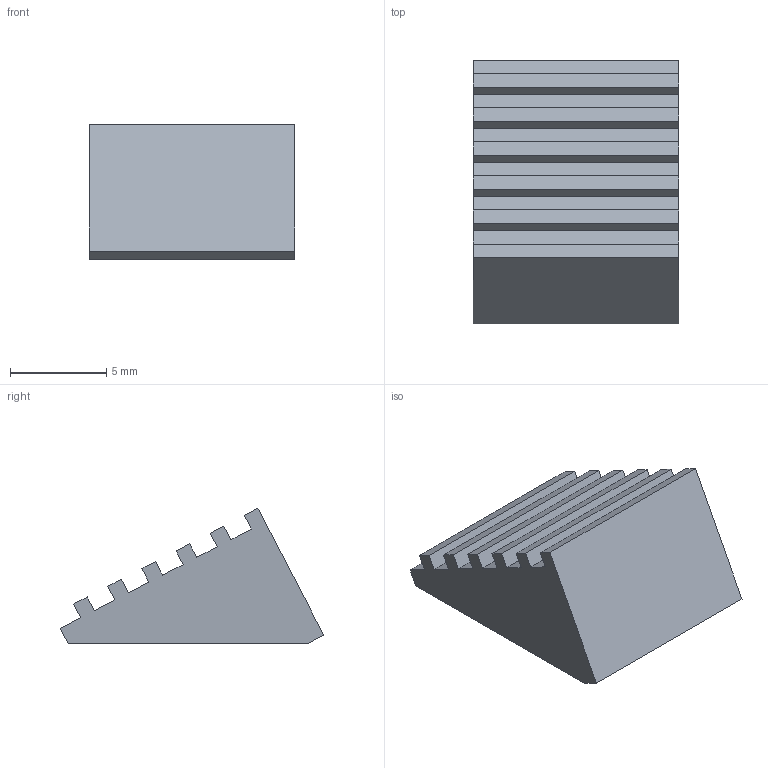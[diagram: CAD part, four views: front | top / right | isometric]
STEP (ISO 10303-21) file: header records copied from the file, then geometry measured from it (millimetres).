
FILE_DESCRIPTION(/* description */ (''),/* implementation_level */ '2;1');
FILE_NAME(/* name */ 'front clamp.step',/* time_stamp */ '2024-06-20T12:56:21+02:00',/* author */ (''),/* organization */ (''),/* preprocessor_version */ 'ST-DEVELOPER v20',/* originating_system */ 'Autodesk Translation Framework v13.14.0.145',/* authorisation */ '');
FILE_SCHEMA (('AUTOMOTIVE_DESIGN { 1 0 10303 214 3 1 1 }'));
Length unit declared in the file: millimetre
Products named in the file (2): SC63 stroker v2; front body
Assembly tree (1 placements, depth 2):
  SC63 stroker v2
    front body
Bounding box: 10.7 x 13.71 x 7.04 mm (x, y, z)
Volume: 554 mm3; surface area: 558.6 mm2
Topology: 1 solids, 1 shells, 29 faces, 81 edges, 54 vertices
Faces by surface type: plane 29
Entity records: 1003 total; most frequent: CARTESIAN_POINT 167, ORIENTED_EDGE 162, DIRECTION 145, LINE 81, VECTOR 81, EDGE_CURVE 81, VERTEX_POINT 54, AXIS2_PLACEMENT_3D 32
